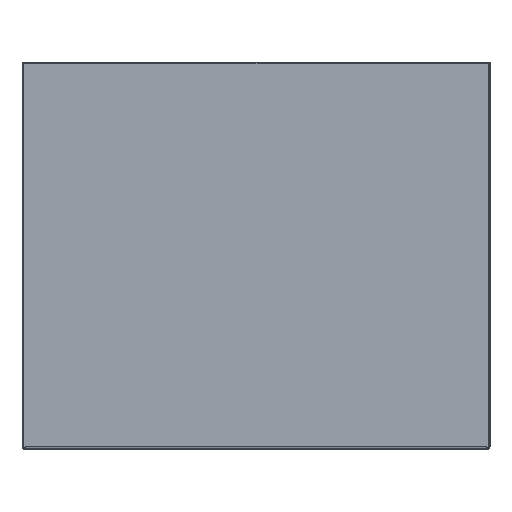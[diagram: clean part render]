
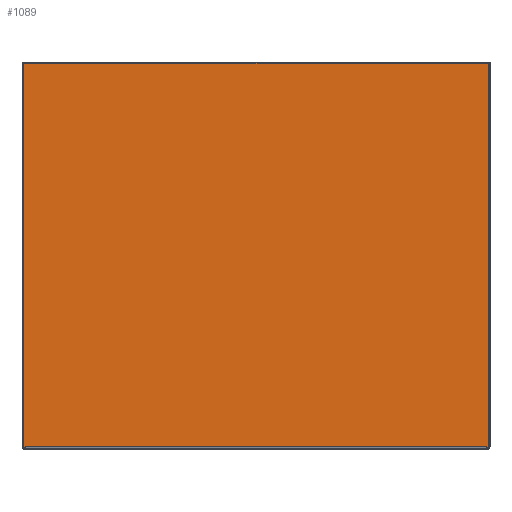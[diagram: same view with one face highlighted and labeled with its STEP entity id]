
A CAD part, left-side view. The second image highlights one B-rep face of the part: STEP entity #1089.
In plain terms, the highlighted planar face has unit normal (-1, 0, 0).
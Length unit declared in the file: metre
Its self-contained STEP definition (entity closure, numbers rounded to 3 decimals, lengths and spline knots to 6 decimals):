
#281=ORIENTED_EDGE('',*,*,#467,.F.);
#282=ORIENTED_EDGE('',*,*,#469,.T.);
#283=ORIENTED_EDGE('',*,*,#461,.F.);
#284=ORIENTED_EDGE('',*,*,#463,.F.);
#285=ORIENTED_EDGE('',*,*,#456,.F.);
#286=ORIENTED_EDGE('',*,*,#470,.F.);
#456=EDGE_CURVE('',#567,#568,#662,.F.);
#461=EDGE_CURVE('',#572,#570,#667,.T.);
#463=EDGE_CURVE('',#568,#572,#669,.F.);
#467=EDGE_CURVE('',#576,#574,#673,.F.);
#469=EDGE_CURVE('',#576,#570,#675,.T.);
#470=EDGE_CURVE('',#574,#567,#676,.T.);
#567=VERTEX_POINT('',#1753);
#568=VERTEX_POINT('',#1755);
#570=VERTEX_POINT('',#1760);
#572=VERTEX_POINT('',#1764);
#574=VERTEX_POINT('',#1772);
#576=VERTEX_POINT('',#1776);
#662=LINE('',#1754,#770);
#667=LINE('',#1765,#775);
#669=LINE('',#1768,#777);
#673=LINE('',#1777,#781);
#675=LINE('',#1780,#783);
#676=LINE('',#1782,#784);
#770=VECTOR('',#1447,1.);
#775=VECTOR('',#1454,1.);
#777=VECTOR('',#1458,1.);
#781=VECTOR('',#1464,1.);
#783=VECTOR('',#1468,1.);
#784=VECTOR('',#1471,1.);
#882=EDGE_LOOP('',(#281,#282,#283,#284,#285,#286));
#976=FACE_BOUND('',#882,.T.);
#1028=PLANE('',#1205);
#1089=ADVANCED_FACE('',(#976),#1028,.T.);
#1205=AXIS2_PLACEMENT_3D('',#1781,#1469,#1470);
#1447=DIRECTION('',(0.,-1.,0.));
#1454=DIRECTION('',(0.,-1.,0.));
#1458=DIRECTION('',(0.,0.,-1.));
#1464=DIRECTION('',(0.,-1.,0.));
#1468=DIRECTION('',(0.,0.,1.));
#1469=DIRECTION('',(-1.,0.,0.));
#1470=DIRECTION('',(0.,-1.,0.));
#1471=DIRECTION('',(0.,1.,0.));
#1753=CARTESIAN_POINT('',(-0.001,0.299,0.002));
#1754=CARTESIAN_POINT('',(-0.001,0.15,0.002));
#1755=CARTESIAN_POINT('',(-0.001,0.2998,0.002));
#1760=CARTESIAN_POINT('',(-0.001,0.0002,0.25));
#1764=CARTESIAN_POINT('',(-0.001,0.2998,0.25));
#1765=CARTESIAN_POINT('',(-0.001,0.15,0.25));
#1768=CARTESIAN_POINT('',(-0.001,0.2998,0.1255));
#1772=CARTESIAN_POINT('',(-0.001,0.001,0.002));
#1776=CARTESIAN_POINT('',(-0.001,0.0002,0.002));
#1777=CARTESIAN_POINT('',(-0.001,0.15,0.002));
#1780=CARTESIAN_POINT('',(-0.001,0.0002,0.1255));
#1781=CARTESIAN_POINT('',(-0.001,0.15,0.1255));
#1782=CARTESIAN_POINT('',(-0.001,0.15,0.002));
